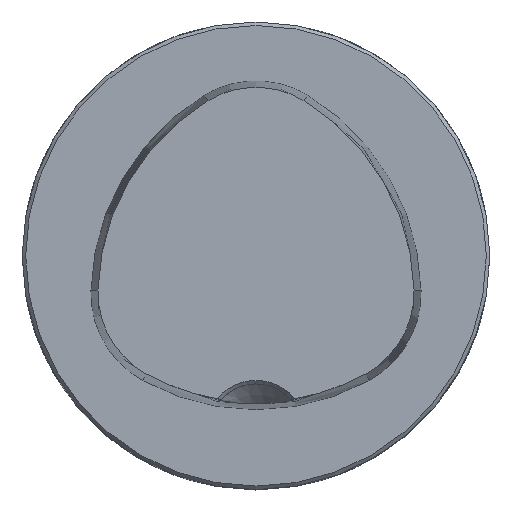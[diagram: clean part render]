
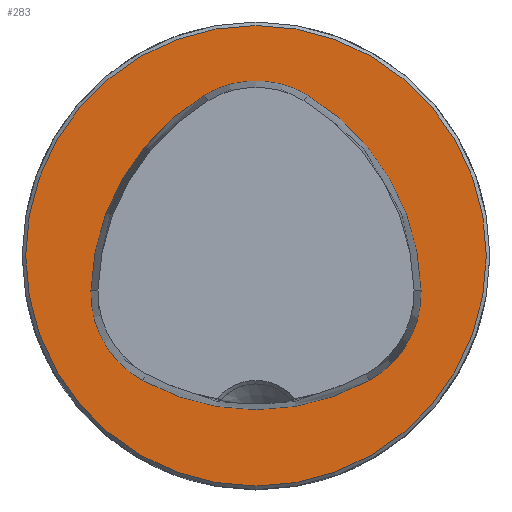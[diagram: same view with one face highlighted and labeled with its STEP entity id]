
A CAD part, top view. The second image highlights one B-rep face of the part: STEP entity #283.
In plain terms, the highlighted planar face has unit normal (0, 0, 1).
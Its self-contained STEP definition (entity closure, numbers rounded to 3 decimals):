
#232=PLANE('',#975);
#283=ADVANCED_FACE('CU_FL_N1_SU_1',(#368,#369),#232,.T.);
#368=FACE_BOUND('',#417,.T.);
#369=FACE_BOUND('',#418,.T.);
#417=EDGE_LOOP('',(#531,#532,#533,#534,#535,#536));
#418=EDGE_LOOP('',(#537));
#531=ORIENTED_EDGE('',*,*,#776,.F.);
#532=ORIENTED_EDGE('',*,*,#777,.F.);
#533=ORIENTED_EDGE('',*,*,#778,.F.);
#534=ORIENTED_EDGE('',*,*,#779,.F.);
#535=ORIENTED_EDGE('',*,*,#773,.F.);
#536=ORIENTED_EDGE('',*,*,#780,.F.);
#537=ORIENTED_EDGE('',*,*,#781,.T.);
#701=VERTEX_POINT('',#1672);
#702=VERTEX_POINT('',#1674);
#704=VERTEX_POINT('',#1680);
#705=VERTEX_POINT('',#1681);
#706=VERTEX_POINT('',#1683);
#707=VERTEX_POINT('',#1685);
#708=VERTEX_POINT('',#1689);
#773=EDGE_CURVE('',#701,#702,#831,.T.);
#776=EDGE_CURVE('',#704,#705,#833,.T.);
#777=EDGE_CURVE('',#706,#704,#834,.T.);
#778=EDGE_CURVE('',#707,#706,#835,.T.);
#779=EDGE_CURVE('',#702,#707,#836,.T.);
#780=EDGE_CURVE('',#705,#701,#837,.T.);
#781=EDGE_CURVE('',#708,#708,#838,.T.);
#831=CIRCLE('',#966,20.063);
#833=CIRCLE('',#969,20.063);
#834=CIRCLE('',#970,8.563);
#835=CIRCLE('',#971,20.063);
#836=CIRCLE('',#972,8.563);
#837=CIRCLE('',#973,8.563);
#838=CIRCLE('',#974,19.7);
#966=AXIS2_PLACEMENT_3D('',#1673,#1137,#1138);
#969=AXIS2_PLACEMENT_3D('',#1679,#1144,#1145);
#970=AXIS2_PLACEMENT_3D('',#1682,#1146,#1147);
#971=AXIS2_PLACEMENT_3D('',#1684,#1148,#1149);
#972=AXIS2_PLACEMENT_3D('',#1686,#1150,#1151);
#973=AXIS2_PLACEMENT_3D('',#1687,#1152,#1153);
#974=AXIS2_PLACEMENT_3D('',#1688,#1154,#1155);
#975=AXIS2_PLACEMENT_3D('',#1690,#1156,#1157);
#1137=DIRECTION('',(0.,0.,1.));
#1138=DIRECTION('',(1.,0.,0.));
#1144=DIRECTION('',(0.,0.,1.));
#1145=DIRECTION('',(1.,0.,0.));
#1146=DIRECTION('',(0.,0.,1.));
#1147=DIRECTION('',(1.,0.,0.));
#1148=DIRECTION('',(0.,0.,1.));
#1149=DIRECTION('',(1.,0.,0.));
#1150=DIRECTION('',(0.,0.,1.));
#1151=DIRECTION('',(1.,0.,0.));
#1152=DIRECTION('',(0.,0.,1.));
#1153=DIRECTION('',(1.,0.,0.));
#1154=DIRECTION('',(0.,0.,1.));
#1155=DIRECTION('',(1.,0.,0.));
#1156=DIRECTION('',(0.,0.,1.));
#1157=DIRECTION('',(1.,0.,0.));
#1672=CARTESIAN_POINT('',(-9.704,-10.66,0.));
#1673=CARTESIAN_POINT('',(0.,6.9,0.));
#1674=CARTESIAN_POINT('',(9.704,-10.66,0.));
#1679=CARTESIAN_POINT('',(5.934,-3.451,0.));
#1680=CARTESIAN_POINT('',(-4.418,13.735,0.));
#1681=CARTESIAN_POINT('',(-14.123,-2.953,0.));
#1682=CARTESIAN_POINT('',(0.,6.4,0.));
#1683=CARTESIAN_POINT('',(4.418,13.735,0.));
#1684=CARTESIAN_POINT('',(-5.934,-3.451,0.));
#1685=CARTESIAN_POINT('',(14.123,-2.953,0.));
#1686=CARTESIAN_POINT('',(5.562,-3.165,0.));
#1687=CARTESIAN_POINT('',(-5.562,-3.165,0.));
#1688=CARTESIAN_POINT('',(0.,0.,0.));
#1689=CARTESIAN_POINT('',(19.7,0.,0.));
#1690=CARTESIAN_POINT('',(0.,0.,0.));
